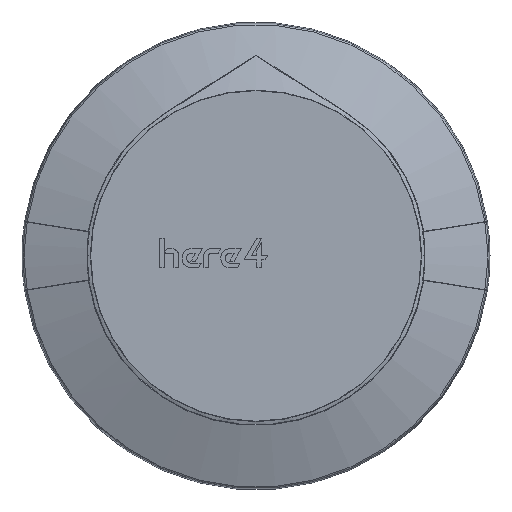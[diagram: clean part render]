
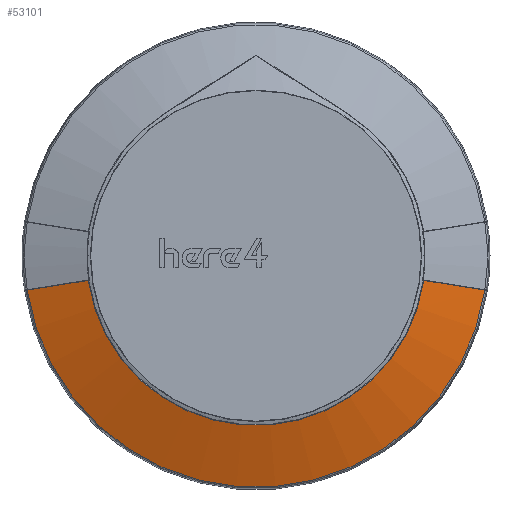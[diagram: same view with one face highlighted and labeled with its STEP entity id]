
A CAD part, top view. The second image highlights one B-rep face of the part: STEP entity #53101.
In plain terms, the highlighted conical face has half-angle 70.572 degrees and reference radius 29.035 mm.
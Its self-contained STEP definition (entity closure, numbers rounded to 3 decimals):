
#1277 = CARTESIAN_POINT ( 'NONE',  ( 33.14, -4.948, 3.447 ) ) ;
#2303 = CARTESIAN_POINT ( 'NONE',  ( 24.306, -3.545, 6.601 ) ) ;
#2410 = CARTESIAN_POINT ( 'NONE',  ( -30.144, -4.472, 4.517 ) ) ;
#10165 = B_SPLINE_CURVE_WITH_KNOTS ( 'NONE', 3,
 ( #2303, #22790, #51582, #31083, #13782, #34360 ),
 .UNSPECIFIED., .F., .F.,
 ( 4, 1, 1, 4 ),
 ( 0., 0.333, 0.667, 1. ),
 .UNSPECIFIED. ) ;
#11109 = DIRECTION ( 'NONE',  ( 0., 0., -1. ) ) ;
#11342 = CARTESIAN_POINT ( 'NONE',  ( -25.265, -3.698, 6.259 ) ) ;
#11706 = CARTESIAN_POINT ( 'NONE',  ( -24.306, -3.545, 6.601 ) ) ;
#13782 = CARTESIAN_POINT ( 'NONE',  ( 32.136, -4.788, 3.805 ) ) ;
#15599 = DIRECTION ( 'NONE',  ( -1., 0., 0. ) ) ;
#17120 = VERTEX_POINT ( 'NONE', #51293 ) ;
#17674 = EDGE_CURVE ( 'NONE', #29294, #33286, #10165, .T. ) ;
#18219 = EDGE_LOOP ( 'NONE', ( #25637, #34179, #20981, #52027 ) ) ;
#18909 = CARTESIAN_POINT ( 'NONE',  ( -32.136, -4.788, 3.805 ) ) ;
#19093 = CARTESIAN_POINT ( 'NONE',  ( -24.306, -3.545, 6.601 ) ) ;
#20981 = ORIENTED_EDGE ( 'NONE', *, *, #26593, .F. ) ;
#22099 = B_SPLINE_CURVE_WITH_KNOTS ( 'NONE', 3,
 ( #43610, #18909, #2410, #27363, #11342, #19093 ),
 .UNSPECIFIED., .F., .F.,
 ( 4, 1, 1, 4 ),
 ( 0., 0.333, 0.667, 1. ),
 .UNSPECIFIED. ) ;
#22790 = CARTESIAN_POINT ( 'NONE',  ( 25.264, -3.697, 6.259 ) ) ;
#23016 = CARTESIAN_POINT ( 'NONE',  ( 0., 0., 6.601 ) ) ;
#24383 = CONICAL_SURFACE ( 'NONE', #24655, 29.035, 1.232 ) ;
#24655 = AXIS2_PLACEMENT_3D ( 'NONE', #36199, #11109, #15599 ) ;
#25408 = EDGE_CURVE ( 'NONE', #17120, #33286, #45080, .T. ) ;
#25637 = ORIENTED_EDGE ( 'NONE', *, *, #17674, .F. ) ;
#26593 = EDGE_CURVE ( 'NONE', #17120, #32986, #22099, .T. ) ;
#27363 = CARTESIAN_POINT ( 'NONE',  ( -27.198, -4.004, 5.569 ) ) ;
#29294 = VERTEX_POINT ( 'NONE', #43400 ) ;
#29368 = EDGE_CURVE ( 'NONE', #29294, #32986, #46117, .T. ) ;
#29860 = DIRECTION ( 'NONE',  ( -0.989, -0.148, 0. ) ) ;
#31083 = CARTESIAN_POINT ( 'NONE',  ( 30.143, -4.472, 4.517 ) ) ;
#31317 = DIRECTION ( 'NONE',  ( 0.99, -0.144, 0. ) ) ;
#32986 = VERTEX_POINT ( 'NONE', #11706 ) ;
#33286 = VERTEX_POINT ( 'NONE', #1277 ) ;
#34179 = ORIENTED_EDGE ( 'NONE', *, *, #29368, .T. ) ;
#34360 = CARTESIAN_POINT ( 'NONE',  ( 33.14, -4.948, 3.447 ) ) ;
#36199 = CARTESIAN_POINT ( 'NONE',  ( 0., 0., 5.024 ) ) ;
#36685 = FACE_OUTER_BOUND ( 'NONE', #18219, .T. ) ;
#37839 = DIRECTION ( 'NONE',  ( 0., 0., 1. ) ) ;
#43276 = AXIS2_PLACEMENT_3D ( 'NONE', #23016, #51826, #31317 ) ;
#43400 = CARTESIAN_POINT ( 'NONE',  ( 24.306, -3.545, 6.601 ) ) ;
#43610 = CARTESIAN_POINT ( 'NONE',  ( -33.14, -4.948, 3.447 ) ) ;
#45080 = CIRCLE ( 'NONE', #52793, 33.507 ) ;
#45886 = CARTESIAN_POINT ( 'NONE',  ( 0., 0., 3.447 ) ) ;
#46117 = CIRCLE ( 'NONE', #43276, 24.563 ) ;
#51293 = CARTESIAN_POINT ( 'NONE',  ( -33.14, -4.948, 3.447 ) ) ;
#51582 = CARTESIAN_POINT ( 'NONE',  ( 27.197, -4.004, 5.569 ) ) ;
#51826 = DIRECTION ( 'NONE',  ( 0., 0., -1. ) ) ;
#52027 = ORIENTED_EDGE ( 'NONE', *, *, #25408, .T. ) ;
#52793 = AXIS2_PLACEMENT_3D ( 'NONE', #45886, #37839, #29860 ) ;
#53101 = ADVANCED_FACE ( 'NONE', ( #36685 ), #24383, .T. ) ;
